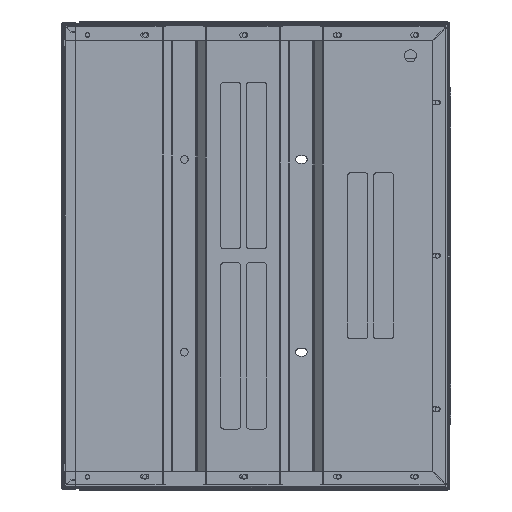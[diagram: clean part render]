
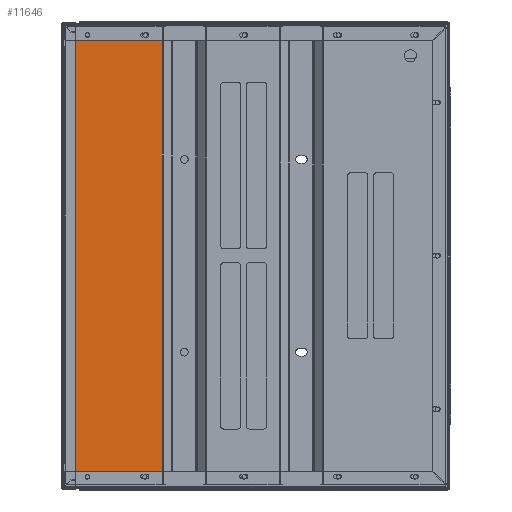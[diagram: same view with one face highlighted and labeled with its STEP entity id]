
A CAD part, front view. The second image highlights one B-rep face of the part: STEP entity #11646.
In plain terms, the highlighted face is planar.
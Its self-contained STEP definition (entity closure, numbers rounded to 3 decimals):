
#11646=ADVANCED_FACE('',(#34612,#34614,#34616,#34618,#34620),#34622,.F.);
#34612=FACE_BOUND('',#34613,.T.);
#34613=EDGE_LOOP('',(#53780,#53781,#53782,#53783,#53784,#53785));
#34614=FACE_BOUND('',#34615,.T.);
#34615=EDGE_LOOP('',(#53786));
#34616=FACE_BOUND('',#34617,.T.);
#34617=EDGE_LOOP('',(#53787,#53788,#53789,#53790));
#34618=FACE_BOUND('',#34619,.T.);
#34619=EDGE_LOOP('',(#53791));
#34620=FACE_BOUND('',#34621,.T.);
#34621=EDGE_LOOP('',(#53792,#53793,#53794,#53795));
#34622=PLANE('',#34623);
#34623=AXIS2_PLACEMENT_3D('',#34624,#34625,#34626);
#34624=CARTESIAN_POINT('',(12481.983,756.713,-83.474));
#34625=DIRECTION('',(0.,0.707,0.707));
#34626=DIRECTION('',(1.,0.,0.));
#53780=ORIENTED_EDGE('',*,*,#65723,.F.);
#53781=ORIENTED_EDGE('',*,*,#65741,.T.);
#53782=ORIENTED_EDGE('',*,*,#65728,.F.);
#53783=ORIENTED_EDGE('',*,*,#65411,.F.);
#53784=ORIENTED_EDGE('',*,*,#65697,.F.);
#53785=ORIENTED_EDGE('',*,*,#65694,.F.);
#53786=ORIENTED_EDGE('',*,*,#65405,.T.);
#53787=ORIENTED_EDGE('',*,*,#65721,.T.);
#53788=ORIENTED_EDGE('',*,*,#65718,.T.);
#53789=ORIENTED_EDGE('',*,*,#65715,.T.);
#53790=ORIENTED_EDGE('',*,*,#65712,.T.);
#53791=ORIENTED_EDGE('',*,*,#65407,.T.);
#53792=ORIENTED_EDGE('',*,*,#65709,.T.);
#53793=ORIENTED_EDGE('',*,*,#65706,.T.);
#53794=ORIENTED_EDGE('',*,*,#65703,.T.);
#53795=ORIENTED_EDGE('',*,*,#65700,.T.);
#65405=EDGE_CURVE('',#75358,#75358,#75359,.T.);
#65407=EDGE_CURVE('',#75362,#75362,#75363,.T.);
#65411=EDGE_CURVE('',#75369,#75364,#75371,.T.);
#65694=EDGE_CURVE('',#75832,#75819,#75833,.T.);
#65697=EDGE_CURVE('',#75819,#75369,#75837,.T.);
#65700=EDGE_CURVE('',#75843,#75841,#75844,.T.);
#65703=EDGE_CURVE('',#75848,#75843,#75849,.T.);
#65706=EDGE_CURVE('',#75853,#75848,#75854,.T.);
#65709=EDGE_CURVE('',#75841,#75853,#75857,.T.);
#65712=EDGE_CURVE('',#75863,#75861,#75864,.T.);
#65715=EDGE_CURVE('',#75868,#75863,#75869,.T.);
#65718=EDGE_CURVE('',#75873,#75868,#75874,.T.);
#65721=EDGE_CURVE('',#75861,#75873,#75877,.T.);
#65723=EDGE_CURVE('',#75878,#75832,#75881,.T.);
#65728=EDGE_CURVE('',#75364,#75886,#75888,.T.);
#65741=EDGE_CURVE('',#75878,#75886,#75909,.T.);
#75358=VERTEX_POINT('',#96251);
#75359=CIRCLE('',#96252,2.25);
#75362=VERTEX_POINT('',#96261);
#75363=CIRCLE('',#96262,2.25);
#75364=VERTEX_POINT('',#96266);
#75369=VERTEX_POINT('',#96276);
#75371=CIRCLE('',#96280,3.);
#75819=VERTEX_POINT('',#97725);
#75832=VERTEX_POINT('',#97833);
#75833=CIRCLE('',#97834,3.);
#75837=LINE('',#97846,#97847);
#75841=VERTEX_POINT('',#97855);
#75843=VERTEX_POINT('',#97859);
#75844=CIRCLE('',#97860,2.25);
#75848=VERTEX_POINT('',#97871);
#75849=LINE('',#97872,#97873);
#75853=VERTEX_POINT('',#97883);
#75854=CIRCLE('',#97884,2.25);
#75857=LINE('',#97894,#97895);
#75861=VERTEX_POINT('',#97903);
#75863=VERTEX_POINT('',#97907);
#75864=CIRCLE('',#97908,2.25);
#75868=VERTEX_POINT('',#97919);
#75869=LINE('',#97920,#97921);
#75873=VERTEX_POINT('',#97931);
#75874=CIRCLE('',#97932,2.25);
#75877=LINE('',#97942,#97943);
#75878=VERTEX_POINT('',#97945);
#75881=LINE('',#97949,#97950);
#75886=VERTEX_POINT('',#97962);
#75888=LINE('',#97965,#97966);
#75909=LINE('',#98070,#98071);
#96251=CARTESIAN_POINT('',(12479.118,484.409,188.831));
#96252=AXIS2_PLACEMENT_3D('',#96253,#96254,#96255);
#96253=CARTESIAN_POINT('',(12476.868,484.409,188.831));
#96254=DIRECTION('',(0.,0.707,0.707));
#96255=DIRECTION('',(-1.,0.,0.));
#96261=CARTESIAN_POINT('',(12020.298,484.409,188.831));
#96262=AXIS2_PLACEMENT_3D('',#96263,#96264,#96265);
#96263=CARTESIAN_POINT('',(12018.048,484.409,188.831));
#96264=DIRECTION('',(0.,0.707,0.707));
#96265=DIRECTION('',(-1.,0.,0.));
#96266=CARTESIAN_POINT('',(12484.928,470.434,202.805));
#96276=CARTESIAN_POINT('',(12483.023,468.439,204.801));
#96280=AXIS2_PLACEMENT_3D('',#96281,#96282,#96283);
#96281=CARTESIAN_POINT('',(12481.928,470.414,202.826));
#96282=DIRECTION('',(0.,0.707,0.707));
#96283=DIRECTION('',(0.365,-0.658,0.658));
#97725=CARTESIAN_POINT('',(12012.383,468.439,204.801));
#97833=CARTESIAN_POINT('',(12010.401,470.434,202.806));
#97834=AXIS2_PLACEMENT_3D('',#97835,#97836,#97837);
#97835=CARTESIAN_POINT('',(12013.401,470.434,202.806));
#97836=DIRECTION('',(0.,0.707,0.707));
#97837=DIRECTION('',(-1.,0.,0.));
#97846=CARTESIAN_POINT('',(12012.383,468.439,204.801));
#97847=VECTOR('',#97848,1.);
#97848=DIRECTION('',(1.,0.,0.));
#97855=CARTESIAN_POINT('',(12020.708,525.317,147.922));
#97859=CARTESIAN_POINT('',(12016.208,525.317,147.922));
#97860=AXIS2_PLACEMENT_3D('',#97861,#97862,#97863);
#97861=CARTESIAN_POINT('',(12018.458,525.317,147.922));
#97862=DIRECTION('',(0.,0.707,0.707));
#97863=DIRECTION('',(-1.,0.,0.));
#97871=CARTESIAN_POINT('',(12016.208,528.146,145.094));
#97872=CARTESIAN_POINT('',(12016.208,528.146,145.094));
#97873=VECTOR('',#97874,1.);
#97874=DIRECTION('',(0.,-0.707,0.707));
#97883=CARTESIAN_POINT('',(12020.708,528.146,145.094));
#97884=AXIS2_PLACEMENT_3D('',#97885,#97886,#97887);
#97885=CARTESIAN_POINT('',(12018.458,528.146,145.094));
#97886=DIRECTION('',(0.,0.707,0.707));
#97887=DIRECTION('',(1.,0.,0.));
#97894=CARTESIAN_POINT('',(12020.708,525.317,147.922));
#97895=VECTOR('',#97896,1.);
#97896=DIRECTION('',(0.,0.707,-0.707));
#97903=CARTESIAN_POINT('',(12478.708,525.317,147.922));
#97907=CARTESIAN_POINT('',(12474.208,525.317,147.922));
#97908=AXIS2_PLACEMENT_3D('',#97909,#97910,#97911);
#97909=CARTESIAN_POINT('',(12476.458,525.317,147.922));
#97910=DIRECTION('',(0.,0.707,0.707));
#97911=DIRECTION('',(-1.,0.,0.));
#97919=CARTESIAN_POINT('',(12474.208,528.146,145.094));
#97920=CARTESIAN_POINT('',(12474.208,528.146,145.094));
#97921=VECTOR('',#97922,1.);
#97922=DIRECTION('',(0.,-0.707,0.707));
#97931=CARTESIAN_POINT('',(12478.708,528.146,145.094));
#97932=AXIS2_PLACEMENT_3D('',#97933,#97934,#97935);
#97933=CARTESIAN_POINT('',(12476.458,528.146,145.094));
#97934=DIRECTION('',(0.,0.707,0.707));
#97935=DIRECTION('',(1.,0.,0.));
#97942=CARTESIAN_POINT('',(12478.708,525.317,147.922));
#97943=VECTOR('',#97944,1.);
#97944=DIRECTION('',(0.,0.707,-0.707));
#97945=CARTESIAN_POINT('',(12010.388,539.334,133.905));
#97949=CARTESIAN_POINT('',(12010.388,539.334,133.905));
#97950=VECTOR('',#97951,1.);
#97951=DIRECTION('',(0.,-0.707,0.707));
#97962=CARTESIAN_POINT('',(12484.941,539.334,133.905));
#97965=CARTESIAN_POINT('',(12484.928,470.434,202.805));
#97966=VECTOR('',#97967,1.);
#97967=DIRECTION('',(0.,0.707,-0.707));
#98070=CARTESIAN_POINT('',(12010.388,539.334,133.905));
#98071=VECTOR('',#98072,1.);
#98072=DIRECTION('',(1.,0.,0.));
